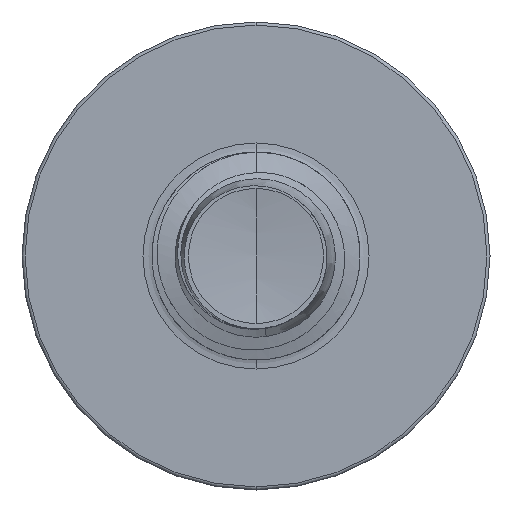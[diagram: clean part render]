
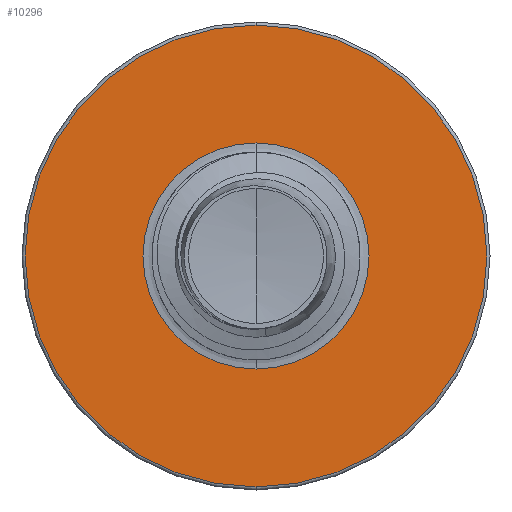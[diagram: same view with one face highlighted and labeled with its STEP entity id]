
A CAD part, front view. The second image highlights one B-rep face of the part: STEP entity #10296.
In plain terms, the highlighted planar face has unit normal (0, -1, 0).
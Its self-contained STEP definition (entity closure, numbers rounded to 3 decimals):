
#817 = CARTESIAN_POINT ( 'NONE',  ( 0., 4., -2.174 ) ) ;
#987 = FACE_OUTER_BOUND ( 'NONE', #8879, .T. ) ;
#2077 = AXIS2_PLACEMENT_3D ( 'NONE', #7792, #7641, #7624 ) ;
#2228 = AXIS2_PLACEMENT_3D ( 'NONE', #9723, #9720, #9713 ) ;
#2460 = DIRECTION ( 'NONE',  ( 0., 0., 1. ) ) ;
#2461 = VERTEX_POINT ( 'NONE', #2943 ) ;
#2472 = DIRECTION ( 'NONE',  ( 0., 1., 0. ) ) ;
#2477 = CARTESIAN_POINT ( 'NONE',  ( 0., 4., 0. ) ) ;
#2943 = CARTESIAN_POINT ( 'NONE',  ( 0., 4., -4.44 ) ) ;
#3536 = EDGE_CURVE ( 'NONE', #2461, #5598, #6949, .T. ) ;
#3671 = DIRECTION ( 'NONE',  ( 0., 0., 1. ) ) ;
#3690 = DIRECTION ( 'NONE',  ( 0., 1., 0. ) ) ;
#3696 = CARTESIAN_POINT ( 'NONE',  ( 0., 4., 0. ) ) ;
#5109 = CIRCLE ( 'NONE', #9748, 2.174 ) ;
#5598 = VERTEX_POINT ( 'NONE', #8525 ) ;
#5930 = DIRECTION ( 'NONE',  ( 0., 0., 1. ) ) ;
#5947 = DIRECTION ( 'NONE',  ( 0., 1., 0. ) ) ;
#5951 = PLANE ( 'NONE',  #7096 ) ;
#6227 = CARTESIAN_POINT ( 'NONE',  ( 0., 4., -2.174 ) ) ;
#6625 = EDGE_CURVE ( 'NONE', #9330, #8145, #5109, .T. ) ;
#6949 = CIRCLE ( 'NONE', #2077, 4.44 ) ;
#7096 = AXIS2_PLACEMENT_3D ( 'NONE', #6227, #5947, #5930 ) ;
#7219 = EDGE_CURVE ( 'NONE', #5598, #2461, #7557, .T. ) ;
#7557 = CIRCLE ( 'NONE', #11067, 4.44 ) ;
#7624 = DIRECTION ( 'NONE',  ( 0., 0., 1. ) ) ;
#7641 = DIRECTION ( 'NONE',  ( 0., 1., 0. ) ) ;
#7712 = FACE_BOUND ( 'NONE', #7905, .T. ) ;
#7792 = CARTESIAN_POINT ( 'NONE',  ( 0., 4., 0. ) ) ;
#7905 = EDGE_LOOP ( 'NONE', ( #10447, #10427 ) ) ;
#8145 = VERTEX_POINT ( 'NONE', #817 ) ;
#8166 = CARTESIAN_POINT ( 'NONE',  ( 0., 4., 2.174 ) ) ;
#8525 = CARTESIAN_POINT ( 'NONE',  ( 0., 4., 4.44 ) ) ;
#8879 = EDGE_LOOP ( 'NONE', ( #10543, #10614 ) ) ;
#9004 = EDGE_CURVE ( 'NONE', #8145, #9330, #10239, .T. ) ;
#9330 = VERTEX_POINT ( 'NONE', #8166 ) ;
#9713 = DIRECTION ( 'NONE',  ( 0., 0., 1. ) ) ;
#9720 = DIRECTION ( 'NONE',  ( 0., 1., 0. ) ) ;
#9723 = CARTESIAN_POINT ( 'NONE',  ( 0., 4., 0. ) ) ;
#9748 = AXIS2_PLACEMENT_3D ( 'NONE', #3696, #3690, #3671 ) ;
#10239 = CIRCLE ( 'NONE', #2228, 2.174 ) ;
#10296 = ADVANCED_FACE ( 'NONE', ( #987, #7712 ), #5951, .F. ) ;
#10427 = ORIENTED_EDGE ( 'NONE', *, *, #9004, .T. ) ;
#10447 = ORIENTED_EDGE ( 'NONE', *, *, #6625, .T. ) ;
#10543 = ORIENTED_EDGE ( 'NONE', *, *, #7219, .F. ) ;
#10614 = ORIENTED_EDGE ( 'NONE', *, *, #3536, .F. ) ;
#11067 = AXIS2_PLACEMENT_3D ( 'NONE', #2477, #2472, #2460 ) ;
